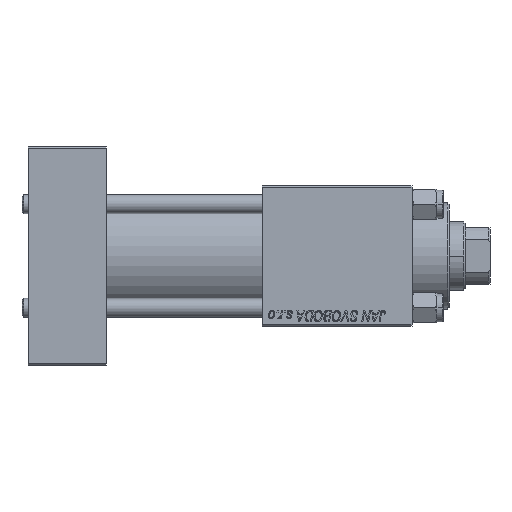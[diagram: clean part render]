
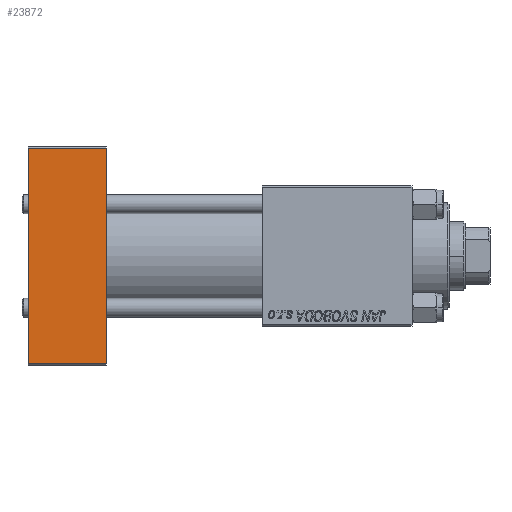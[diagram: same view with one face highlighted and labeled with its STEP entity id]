
A CAD part, front view. The second image highlights one B-rep face of the part: STEP entity #23872.
In plain terms, the highlighted planar face has unit normal (0, -1, 0).
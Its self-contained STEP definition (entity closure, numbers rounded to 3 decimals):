
#755 = EDGE_CURVE ( 'NONE', #41223, #23935, #27888, .T. ) ;
#3027 = EDGE_CURVE ( 'NONE', #22777, #23935, #31207, .T. ) ;
#4644 = CARTESIAN_POINT ( 'NONE',  ( 25., -22.5, -34.5 ) ) ;
#4695 = DIRECTION ( 'NONE',  ( 0., 0., -1. ) ) ;
#5931 = EDGE_CURVE ( 'NONE', #45959, #41223, #21803, .T. ) ;
#8579 = DIRECTION ( 'NONE',  ( 0., 0., 1. ) ) ;
#8825 = DIRECTION ( 'NONE',  ( 0., 1., 0. ) ) ;
#12432 = ORIENTED_EDGE ( 'NONE', *, *, #755, .T. ) ;
#16666 = CARTESIAN_POINT ( 'NONE',  ( 25., -22.5, 35. ) ) ;
#16889 = DIRECTION ( 'NONE',  ( -1., 0., 0. ) ) ;
#18642 = VECTOR ( 'NONE', #33149, 1000. ) ;
#19241 = ORIENTED_EDGE ( 'NONE', *, *, #47637, .T. ) ;
#19351 = CARTESIAN_POINT ( 'NONE',  ( 25., -22.5, 35. ) ) ;
#19926 = LINE ( 'NONE', #46962, #27650 ) ;
#19952 = PLANE ( 'NONE',  #29341 ) ;
#21803 = LINE ( 'NONE', #32914, #18642 ) ;
#22777 = VERTEX_POINT ( 'NONE', #41230 ) ;
#23872 = ADVANCED_FACE ( 'NONE', ( #43186 ), #19952, .F. ) ;
#23935 = VERTEX_POINT ( 'NONE', #36599 ) ;
#24352 = DIRECTION ( 'NONE',  ( 1., 0., 0. ) ) ;
#25789 = ORIENTED_EDGE ( 'NONE', *, *, #3027, .F. ) ;
#27650 = VECTOR ( 'NONE', #16889, 1000. ) ;
#27888 = LINE ( 'NONE', #4644, #36182 ) ;
#29031 = VECTOR ( 'NONE', #4695, 1000. ) ;
#29341 = AXIS2_PLACEMENT_3D ( 'NONE', #16666, #8825, #8579 ) ;
#31207 = LINE ( 'NONE', #19351, #29031 ) ;
#32914 = CARTESIAN_POINT ( 'NONE',  ( 0., -22.5, 35. ) ) ;
#33149 = DIRECTION ( 'NONE',  ( 0., 0., -1. ) ) ;
#34349 = EDGE_LOOP ( 'NONE', ( #44428, #12432, #25789, #19241 ) ) ;
#36182 = VECTOR ( 'NONE', #24352, 1000. ) ;
#36418 = CARTESIAN_POINT ( 'NONE',  ( 0., -22.5, -34.5 ) ) ;
#36599 = CARTESIAN_POINT ( 'NONE',  ( 25., -22.5, -34.5 ) ) ;
#39775 = CARTESIAN_POINT ( 'NONE',  ( 0., -22.5, 34.5 ) ) ;
#41223 = VERTEX_POINT ( 'NONE', #36418 ) ;
#41230 = CARTESIAN_POINT ( 'NONE',  ( 25., -22.5, 34.5 ) ) ;
#43186 = FACE_OUTER_BOUND ( 'NONE', #34349, .T. ) ;
#44428 = ORIENTED_EDGE ( 'NONE', *, *, #5931, .T. ) ;
#45959 = VERTEX_POINT ( 'NONE', #39775 ) ;
#46962 = CARTESIAN_POINT ( 'NONE',  ( 25., -22.5, 34.5 ) ) ;
#47637 = EDGE_CURVE ( 'NONE', #22777, #45959, #19926, .T. ) ;
